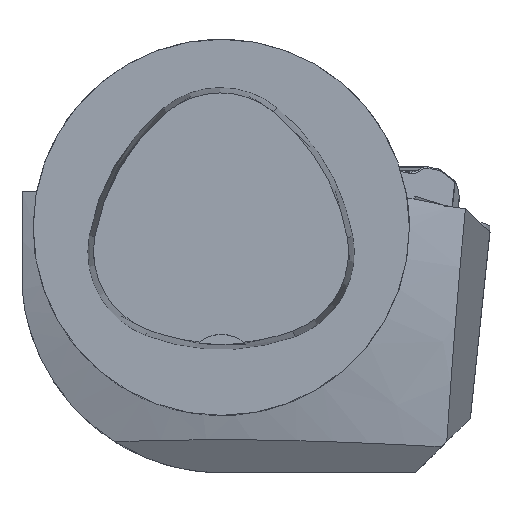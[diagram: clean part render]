
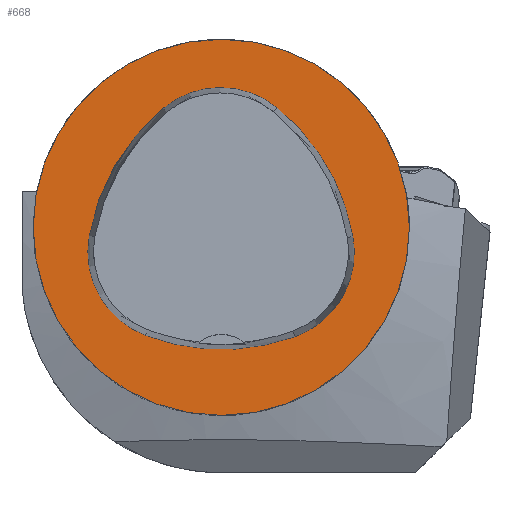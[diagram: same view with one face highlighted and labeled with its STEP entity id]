
A CAD part, top view. The second image highlights one B-rep face of the part: STEP entity #668.
In plain terms, the highlighted planar face has unit normal (0, 0, 1).
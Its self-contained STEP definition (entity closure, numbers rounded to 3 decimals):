
#146=FACE_BOUND('',#978,.T.);
#147=FACE_BOUND('',#979,.T.);
#668=ADVANCED_FACE('',(#146,#147),#729,.T.);
#729=PLANE('',#2416);
#978=EDGE_LOOP('',(#1647,#1648,#1649,#1650,#1651,#1652));
#979=EDGE_LOOP('',(#1653));
#1060=CIRCLE('',#2389,31.5);
#1061=CIRCLE('',#2394,36.);
#1063=CIRCLE('',#2397,15.);
#1065=CIRCLE('',#2400,36.);
#1067=CIRCLE('',#2403,15.);
#1070=CIRCLE('',#2407,36.);
#1073=CIRCLE('',#2411,15.);
#1647=ORIENTED_EDGE('',*,*,#2168,.F.);
#1648=ORIENTED_EDGE('',*,*,#2163,.F.);
#1649=ORIENTED_EDGE('',*,*,#2158,.F.);
#1650=ORIENTED_EDGE('',*,*,#2155,.F.);
#1651=ORIENTED_EDGE('',*,*,#2152,.F.);
#1652=ORIENTED_EDGE('',*,*,#2148,.F.);
#1653=ORIENTED_EDGE('',*,*,#2144,.T.);
#1854=VERTEX_POINT('',#3900);
#1855=VERTEX_POINT('',#3913);
#1856=VERTEX_POINT('',#3914);
#1859=VERTEX_POINT('',#3922);
#1861=VERTEX_POINT('',#3928);
#1863=VERTEX_POINT('',#3934);
#1867=VERTEX_POINT('',#3947);
#2144=EDGE_CURVE('',#1854,#1854,#1060,.T.);
#2148=EDGE_CURVE('',#1855,#1856,#1061,.T.);
#2152=EDGE_CURVE('',#1856,#1859,#1063,.T.);
#2155=EDGE_CURVE('',#1859,#1861,#1065,.T.);
#2158=EDGE_CURVE('',#1861,#1863,#1067,.T.);
#2163=EDGE_CURVE('',#1863,#1867,#1070,.T.);
#2168=EDGE_CURVE('',#1867,#1855,#1073,.T.);
#2389=AXIS2_PLACEMENT_3D('',#3899,#2963,#2964);
#2394=AXIS2_PLACEMENT_3D('',#3912,#2974,#2975);
#2397=AXIS2_PLACEMENT_3D('',#3921,#2982,#2983);
#2400=AXIS2_PLACEMENT_3D('',#3927,#2989,#2990);
#2403=AXIS2_PLACEMENT_3D('',#3933,#2996,#2997);
#2407=AXIS2_PLACEMENT_3D('',#3946,#3005,#3006);
#2411=AXIS2_PLACEMENT_3D('',#3959,#3014,#3015);
#2416=AXIS2_PLACEMENT_3D('',#3964,#3024,#3025);
#2963=DIRECTION('',(0.,0.,1.));
#2964=DIRECTION('',(1.,0.,0.));
#2974=DIRECTION('',(0.,0.,1.));
#2975=DIRECTION('',(1.,0.,0.));
#2982=DIRECTION('',(0.,0.,1.));
#2983=DIRECTION('',(1.,0.,0.));
#2989=DIRECTION('',(0.,0.,1.));
#2990=DIRECTION('',(1.,0.,0.));
#2996=DIRECTION('',(0.,0.,1.));
#2997=DIRECTION('',(1.,0.,0.));
#3005=DIRECTION('',(0.,0.,1.));
#3006=DIRECTION('',(1.,0.,0.));
#3014=DIRECTION('',(0.,0.,1.));
#3015=DIRECTION('',(1.,0.,0.));
#3024=DIRECTION('',(0.,0.,1.));
#3025=DIRECTION('',(1.,0.,0.));
#3899=CARTESIAN_POINT('',(0.,0.,
0.));
#3900=CARTESIAN_POINT('',(31.5,0.,0.));
#3912=CARTESIAN_POINT('',(-13.398,-7.893,0.));
#3913=CARTESIAN_POINT('',(22.041,-1.562,0.));
#3914=CARTESIAN_POINT('',(9.317,20.036,0.));
#3921=CARTESIAN_POINT('',(-0.148,8.399,0.));
#3922=CARTESIAN_POINT('',(-9.779,19.898,0.));
#3927=CARTESIAN_POINT('',(13.337,-7.7,0.));
#3928=CARTESIAN_POINT('',(-22.122,-1.48,0.));
#3933=CARTESIAN_POINT('',(-7.347,-4.071,0.));
#3934=CARTESIAN_POINT('',(-12.693,-18.087,0.));
#3946=CARTESIAN_POINT('',(0.137,15.55,0.));
#3947=CARTESIAN_POINT('',(12.373,-18.307,0.));
#3959=CARTESIAN_POINT('',(7.275,-4.2,0.));
#3964=CARTESIAN_POINT('',(0.,0.,
0.));
